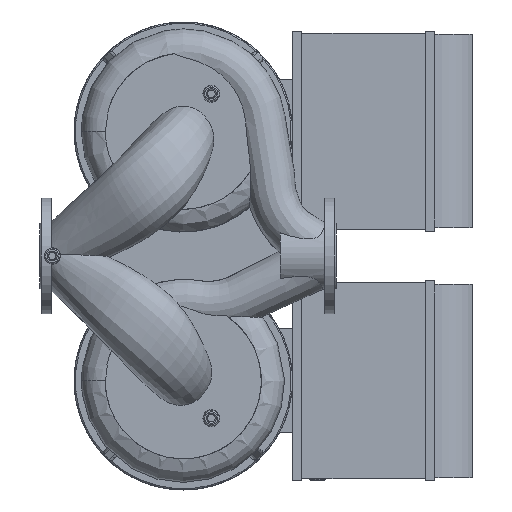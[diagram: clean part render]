
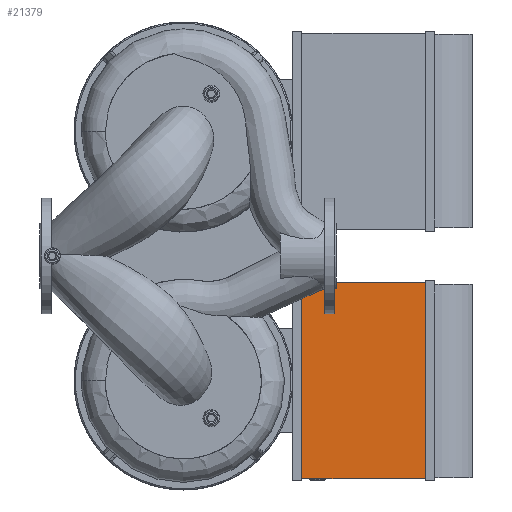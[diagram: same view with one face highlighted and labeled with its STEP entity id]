
A CAD part, front view. The second image highlights one B-rep face of the part: STEP entity #21379.
In plain terms, the highlighted planar face has unit normal (0, -1, 0).
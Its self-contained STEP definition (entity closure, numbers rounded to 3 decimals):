
#1067=PLANE($,#23465);
#2737=LINE($,#55932,#4609);
#2769=LINE($,#56011,#4641);
#2770=LINE($,#56013,#4642);
#2771=LINE($,#56014,#4643);
#4609=VECTOR($,#28892,198.);
#4641=VECTOR($,#28964,314.);
#4642=VECTOR($,#28965,198.);
#4643=VECTOR($,#28966,314.);
#6270=FACE_OUTER_BOUND($,#7714,.T.);
#7714=EDGE_LOOP($,(#19151,#19152,#19153,#19154));
#10595=VERTEX_POINT($,#55929);
#10596=VERTEX_POINT($,#55931);
#10623=VERTEX_POINT($,#56010);
#10624=VERTEX_POINT($,#56012);
#13472=EDGE_CURVE($,#10596,#10595,#2737,.T.);
#13510=EDGE_CURVE($,#10623,#10595,#2769,.T.);
#13511=EDGE_CURVE($,#10623,#10624,#2770,.T.);
#13512=EDGE_CURVE($,#10624,#10596,#2771,.T.);
#19151=ORIENTED_EDGE($,*,*,#13472,.T.);
#19152=ORIENTED_EDGE($,*,*,#13510,.F.);
#19153=ORIENTED_EDGE($,*,*,#13511,.T.);
#19154=ORIENTED_EDGE($,*,*,#13512,.T.);
#21379=ADVANCED_FACE($,(#6270),#1067,.T.);
#23465=AXIS2_PLACEMENT_3D($,#56009,#28962,#28963);
#28892=DIRECTION($,(1.,0.,0.));
#28962=DIRECTION('center_axis',(0.,-1.,0.));
#28963=DIRECTION('ref_axis',(0.,0.,-1.));
#28964=DIRECTION($,(0.,0.,-1.));
#28965=DIRECTION($,(-1.,0.,0.));
#28966=DIRECTION($,(0.,0.,-1.));
#55929=CARTESIAN_POINT('',(618.,349.,-357.));
#55931=CARTESIAN_POINT('',(420.,349.,-357.));
#55932=CARTESIAN_POINT($,(568.5,349.,-357.));
#56009=CARTESIAN_POINT('Origin',(618.,349.,-200.));
#56010=CARTESIAN_POINT('',(618.,349.,-43.));
#56011=CARTESIAN_POINT($,(618.,349.,-200.));
#56012=CARTESIAN_POINT('',(420.,349.,-43.));
#56013=CARTESIAN_POINT($,(568.5,349.,-43.));
#56014=CARTESIAN_POINT($,(420.,349.,-200.));
